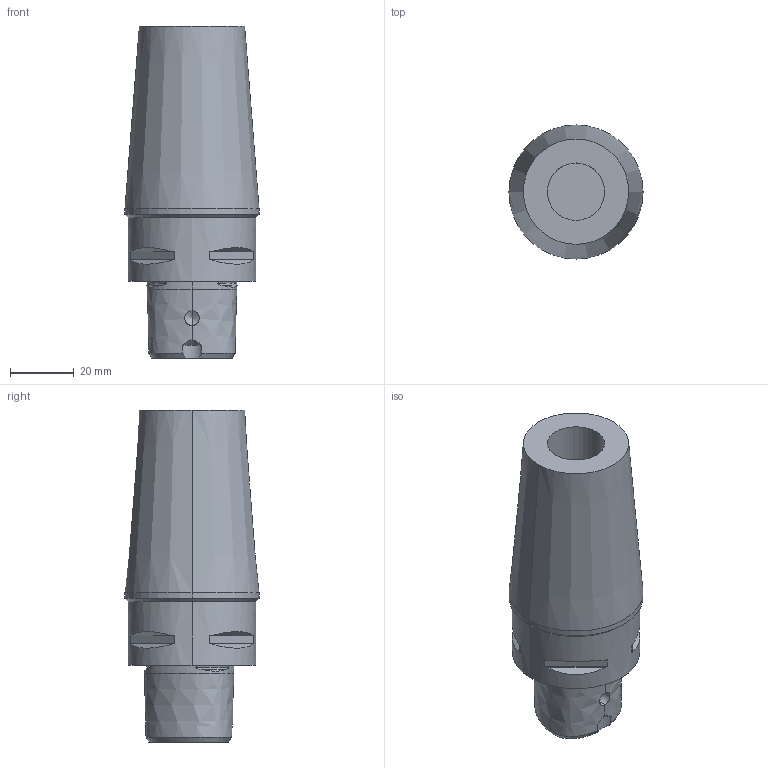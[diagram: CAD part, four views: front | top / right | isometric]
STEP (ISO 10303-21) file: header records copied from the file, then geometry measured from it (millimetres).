
FILE_DESCRIPTION (( 'STEP AP203' ), '1' );
FILE_NAME ('141.651.18.080.STEP', '2020-06-02T09:55:33', ( '' ), ( '' ), 'SwSTEP 2.0', 'SolidWorks 2017', '' );
FILE_SCHEMA (( 'CONFIG_CONTROL_DESIGN' ));
Length unit declared in the file: millimetre
Products named in the file (1): 141.651.18.080
Bounding box: 42 x 42 x 104 mm (x, y, z)
Volume: 84635.5 mm3; surface area: 18940.3 mm2
Topology: 1 solids, 1 shells, 85 faces, 198 edges, 120 vertices
Faces by surface type: plane 29, cylinder 21, cone 20, torus 9, bspline 6
Entity records: 4544 total; most frequent: CARTESIAN_POINT 2610, ORIENTED_EDGE 388, DIRECTION 382, EDGE_CURVE 194, AXIS2_PLACEMENT_3D 161, VERTEX_POINT 120, EDGE_LOOP 96, ADVANCED_FACE 85
